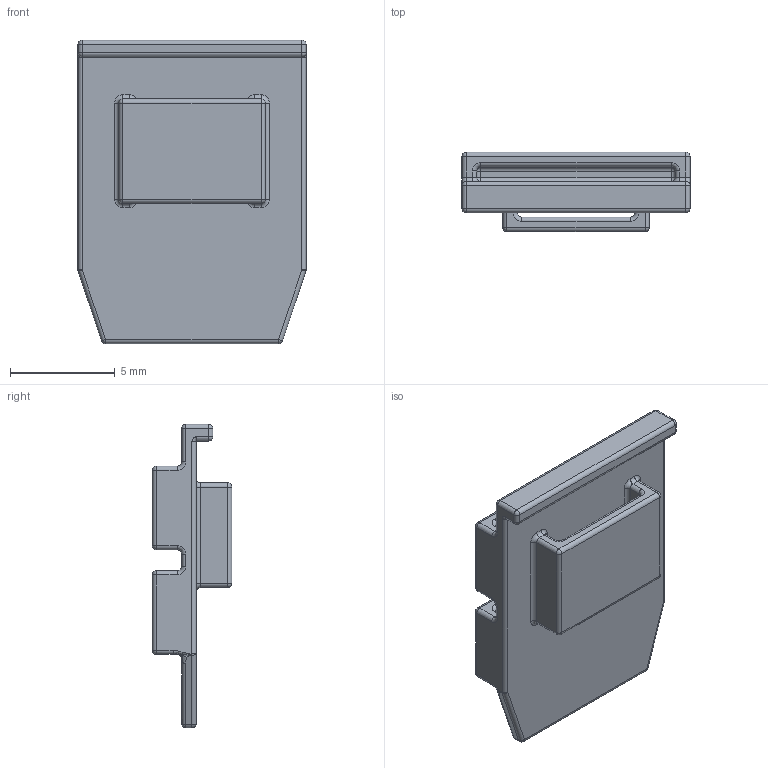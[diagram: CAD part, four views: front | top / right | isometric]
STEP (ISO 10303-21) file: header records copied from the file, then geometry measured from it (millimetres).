
FILE_DESCRIPTION(/* description */ (''),/* implementation_level */ '2;1');
FILE_NAME(/* name */ 'PayloadCap_NP2_30degree.stp',/* time_stamp */ '2024-02-13T10:15:49Z',/* author */ ('masah'),/* organization */ (''),/* preprocessor_version */ 'ST-DEVELOPER v19.2',/* originating_system */ 'Autodesk Inventor 2024',/* authorisation */ '');
FILE_SCHEMA (('AUTOMOTIVE_DESIGN { 1 0 10303 214 3 1 1 }'));
Length unit declared in the file: millimetre
Products named in the file (1): ProbeCap_vC
Bounding box: 10.9 x 3.8 x 14.5 mm (x, y, z)
Volume: 218.5 mm3; surface area: 646.3 mm2
Topology: 1 solids, 1 shells, 202 faces, 448 edges, 246 vertices
Faces by surface type: cylinder 94, torus 32, plane 32, sphere 28, bspline 16
Entity records: 6711 total; most frequent: CARTESIAN_POINT 2181, DIRECTION 1026, ORIENTED_EDGE 896, EDGE_CURVE 448, AXIS2_PLACEMENT_3D 419, VERTEX_POINT 246, CIRCLE 232, EDGE_LOOP 204
